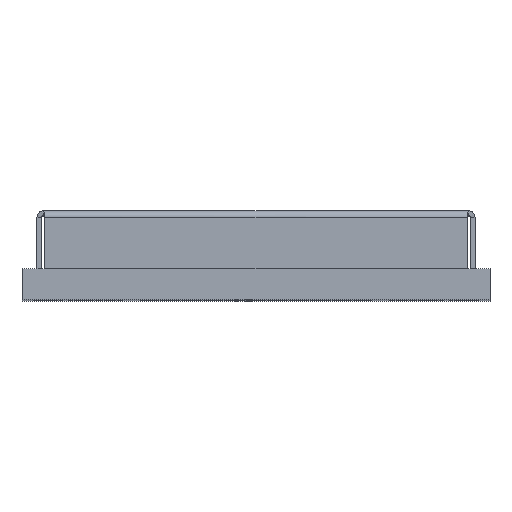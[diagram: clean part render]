
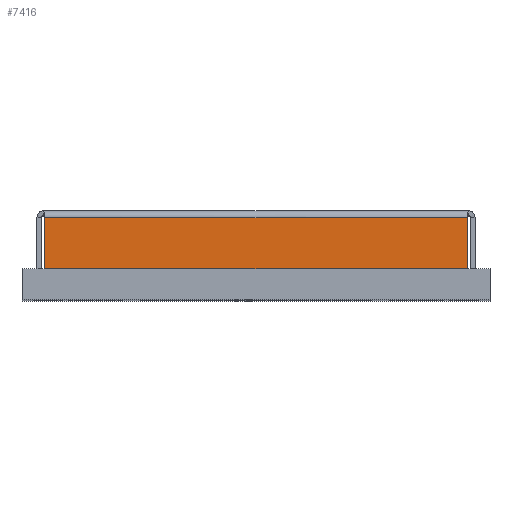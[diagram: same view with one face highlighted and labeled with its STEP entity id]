
A CAD part, top view. The second image highlights one B-rep face of the part: STEP entity #7416.
In plain terms, the highlighted planar face has unit normal (0, 0, 1).
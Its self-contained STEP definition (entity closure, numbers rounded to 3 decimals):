
#100 = PLANE('',#101);
#101 = AXIS2_PLACEMENT_3D('',#102,#103,#104);
#102 = CARTESIAN_POINT('',(0.,0.7,0.));
#103 = DIRECTION('',(0.,1.,0.));
#104 = DIRECTION('',(0.,0.,1.));
#6384 = VERTEX_POINT('',#6385);
#6385 = CARTESIAN_POINT('',(4.744,0.7,7.429));
#6399 = PLANE('',#6400);
#6400 = AXIS2_PLACEMENT_3D('',#6401,#6402,#6403);
#6401 = CARTESIAN_POINT('',(4.744,1.9,7.329));
#6402 = DIRECTION('',(1.,0.,0.));
#6403 = DIRECTION('',(0.,1.,0.));
#6411 = EDGE_CURVE('',#6384,#6412,#6414,.T.);
#6412 = VERTEX_POINT('',#6413);
#6413 = CARTESIAN_POINT('',(-4.744,0.7,7.429));
#6414 = SURFACE_CURVE('',#6415,(#6419,#6426),.PCURVE_S1.);
#6415 = LINE('',#6416,#6417);
#6416 = CARTESIAN_POINT('',(-4.915,0.7,7.429));
#6417 = VECTOR('',#6418,1.);
#6418 = DIRECTION('',(-1.,0.,0.));
#6419 = PCURVE('',#100,#6420);
#6420 = DEFINITIONAL_REPRESENTATION('',(#6421),#6425);
#6421 = LINE('',#6422,#6423);
#6422 = CARTESIAN_POINT('',(7.429,-4.915));
#6423 = VECTOR('',#6424,1.);
#6424 = DIRECTION('',(0.,-1.));
#6425 = ( GEOMETRIC_REPRESENTATION_CONTEXT(2) 
PARAMETRIC_REPRESENTATION_CONTEXT() REPRESENTATION_CONTEXT('2D SPACE',''
  ) );
#6426 = PCURVE('',#6427,#6432);
#6427 = PLANE('',#6428);
#6428 = AXIS2_PLACEMENT_3D('',#6429,#6430,#6431);
#6429 = CARTESIAN_POINT('',(0.,0.,7.429));
#6430 = DIRECTION('',(0.,0.,1.));
#6431 = DIRECTION('',(0.,-1.,0.));
#6432 = DEFINITIONAL_REPRESENTATION('',(#6433),#6437);
#6433 = LINE('',#6434,#6435);
#6434 = CARTESIAN_POINT('',(-0.7,-4.915));
#6435 = VECTOR('',#6436,1.);
#6436 = DIRECTION('',(0.,-1.));
#6437 = ( GEOMETRIC_REPRESENTATION_CONTEXT(2) 
PARAMETRIC_REPRESENTATION_CONTEXT() REPRESENTATION_CONTEXT('2D SPACE',''
  ) );
#6453 = PLANE('',#6454);
#6454 = AXIS2_PLACEMENT_3D('',#6455,#6456,#6457);
#6455 = CARTESIAN_POINT('',(-4.744,1.9,7.329));
#6456 = DIRECTION('',(1.,0.,0.));
#6457 = DIRECTION('',(0.,1.,0.));
#7349 = EDGE_CURVE('',#6412,#7350,#7352,.T.);
#7350 = VERTEX_POINT('',#7351);
#7351 = CARTESIAN_POINT('',(-4.744,1.85,7.429));
#7352 = SURFACE_CURVE('',#7353,(#7357,#7364),.PCURVE_S1.);
#7353 = LINE('',#7354,#7355);
#7354 = CARTESIAN_POINT('',(-4.744,1.9,7.429));
#7355 = VECTOR('',#7356,1.);
#7356 = DIRECTION('',(0.,1.,0.));
#7357 = PCURVE('',#6453,#7358);
#7358 = DEFINITIONAL_REPRESENTATION('',(#7359),#7363);
#7359 = LINE('',#7360,#7361);
#7360 = CARTESIAN_POINT('',(0.,0.1));
#7361 = VECTOR('',#7362,1.);
#7362 = DIRECTION('',(1.,0.));
#7363 = ( GEOMETRIC_REPRESENTATION_CONTEXT(2) 
PARAMETRIC_REPRESENTATION_CONTEXT() REPRESENTATION_CONTEXT('2D SPACE',''
  ) );
#7364 = PCURVE('',#6427,#7365);
#7365 = DEFINITIONAL_REPRESENTATION('',(#7366),#7370);
#7366 = LINE('',#7367,#7368);
#7367 = CARTESIAN_POINT('',(-1.9,-4.744));
#7368 = VECTOR('',#7369,1.);
#7369 = DIRECTION('',(-1.,0.));
#7370 = ( GEOMETRIC_REPRESENTATION_CONTEXT(2) 
PARAMETRIC_REPRESENTATION_CONTEXT() REPRESENTATION_CONTEXT('2D SPACE',''
  ) );
#7416 = ADVANCED_FACE('',(#7417),#6427,.T.);
#7417 = FACE_BOUND('',#7418,.T.);
#7418 = EDGE_LOOP('',(#7419,#7420,#7421,#7444));
#7419 = ORIENTED_EDGE('',*,*,#7349,.F.);
#7420 = ORIENTED_EDGE('',*,*,#6411,.F.);
#7421 = ORIENTED_EDGE('',*,*,#7422,.T.);
#7422 = EDGE_CURVE('',#6384,#7423,#7425,.T.);
#7423 = VERTEX_POINT('',#7424);
#7424 = CARTESIAN_POINT('',(4.744,1.85,7.429));
#7425 = SURFACE_CURVE('',#7426,(#7430,#7437),.PCURVE_S1.);
#7426 = LINE('',#7427,#7428);
#7427 = CARTESIAN_POINT('',(4.744,0.,7.429));
#7428 = VECTOR('',#7429,1.);
#7429 = DIRECTION('',(0.,1.,0.));
#7430 = PCURVE('',#6427,#7431);
#7431 = DEFINITIONAL_REPRESENTATION('',(#7432),#7436);
#7432 = LINE('',#7433,#7434);
#7433 = CARTESIAN_POINT('',(0.,4.744));
#7434 = VECTOR('',#7435,1.);
#7435 = DIRECTION('',(-1.,0.));
#7436 = ( GEOMETRIC_REPRESENTATION_CONTEXT(2) 
PARAMETRIC_REPRESENTATION_CONTEXT() REPRESENTATION_CONTEXT('2D SPACE',''
  ) );
#7437 = PCURVE('',#6399,#7438);
#7438 = DEFINITIONAL_REPRESENTATION('',(#7439),#7443);
#7439 = LINE('',#7440,#7441);
#7440 = CARTESIAN_POINT('',(-1.9,0.1));
#7441 = VECTOR('',#7442,1.);
#7442 = DIRECTION('',(1.,0.));
#7443 = ( GEOMETRIC_REPRESENTATION_CONTEXT(2) 
PARAMETRIC_REPRESENTATION_CONTEXT() REPRESENTATION_CONTEXT('2D SPACE',''
  ) );
#7444 = ORIENTED_EDGE('',*,*,#7445,.T.);
#7445 = EDGE_CURVE('',#7423,#7350,#7446,.T.);
#7446 = SURFACE_CURVE('',#7447,(#7451,#7458),.PCURVE_S1.);
#7447 = LINE('',#7448,#7449);
#7448 = CARTESIAN_POINT('',(0.,1.85,7.429));
#7449 = VECTOR('',#7450,1.);
#7450 = DIRECTION('',(-1.,0.,0.));
#7451 = PCURVE('',#6427,#7452);
#7452 = DEFINITIONAL_REPRESENTATION('',(#7453),#7457);
#7453 = LINE('',#7454,#7455);
#7454 = CARTESIAN_POINT('',(-1.85,0.));
#7455 = VECTOR('',#7456,1.);
#7456 = DIRECTION('',(0.,-1.));
#7457 = ( GEOMETRIC_REPRESENTATION_CONTEXT(2) 
PARAMETRIC_REPRESENTATION_CONTEXT() REPRESENTATION_CONTEXT('2D SPACE',''
  ) );
#7458 = PCURVE('',#7459,#7464);
#7459 = CYLINDRICAL_SURFACE('',#7460,0.15);
#7460 = AXIS2_PLACEMENT_3D('',#7461,#7462,#7463);
#7461 = CARTESIAN_POINT('',(-4.765,1.85,7.279));
#7462 = DIRECTION('',(-1.,-0.,-0.));
#7463 = DIRECTION('',(0.,0.,1.));
#7464 = DEFINITIONAL_REPRESENTATION('',(#7465),#7469);
#7465 = LINE('',#7466,#7467);
#7466 = CARTESIAN_POINT('',(0.,-4.765));
#7467 = VECTOR('',#7468,1.);
#7468 = DIRECTION('',(0.,1.));
#7469 = ( GEOMETRIC_REPRESENTATION_CONTEXT(2) 
PARAMETRIC_REPRESENTATION_CONTEXT() REPRESENTATION_CONTEXT('2D SPACE',''
  ) );
